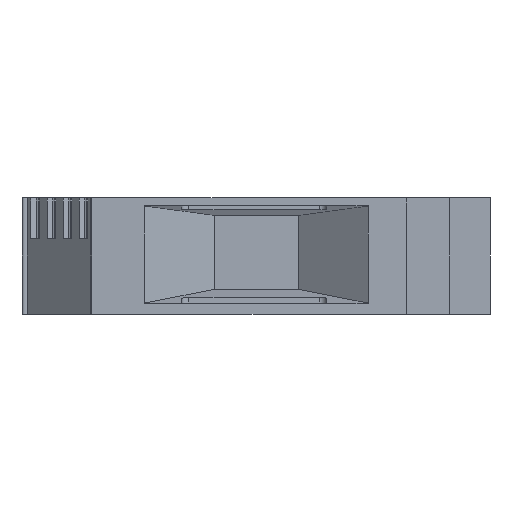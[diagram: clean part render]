
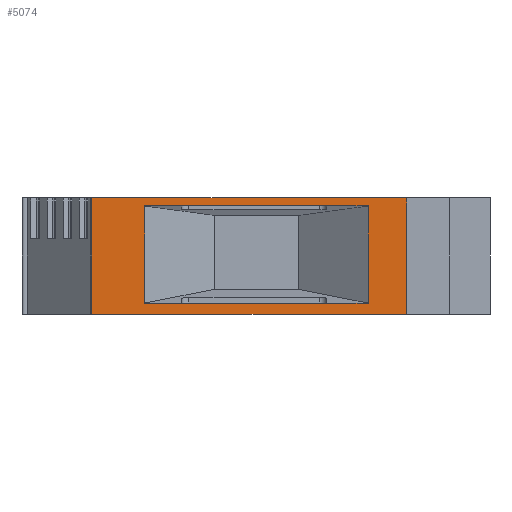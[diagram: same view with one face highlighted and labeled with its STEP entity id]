
A CAD part, left-side view. The second image highlights one B-rep face of the part: STEP entity #5074.
In plain terms, the highlighted planar face has unit normal (-1, 0, 0).
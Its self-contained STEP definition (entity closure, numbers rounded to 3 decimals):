
#51=LINE('',#6915,#630);
#235=LINE('',#7358,#814);
#256=LINE('',#7418,#835);
#382=LINE('',#7735,#961);
#384=LINE('',#7739,#963);
#397=LINE('',#7773,#976);
#599=LINE('',#8296,#1178);
#610=LINE('',#8318,#1189);
#611=LINE('',#8319,#1190);
#612=LINE('',#8321,#1191);
#613=LINE('',#8322,#1192);
#621=LINE('',#8339,#1200);
#622=LINE('',#8340,#1201);
#630=VECTOR('',#5523,1000.);
#814=VECTOR('',#5923,1000.);
#835=VECTOR('',#5982,1000.);
#961=VECTOR('',#6276,1000.);
#963=VECTOR('',#6280,1000.);
#976=VECTOR('',#6307,1000.);
#1178=VECTOR('',#6815,1000.);
#1189=VECTOR('',#6830,1000.);
#1190=VECTOR('',#6831,1000.);
#1191=VECTOR('',#6834,1000.);
#1192=VECTOR('',#6835,1000.);
#1200=VECTOR('',#6861,1000.);
#1201=VECTOR('',#6862,1000.);
#2548=ORIENTED_EDGE('',*,*,#3382,.F.);
#2549=ORIENTED_EDGE('',*,*,#2685,.T.);
#2550=ORIENTED_EDGE('',*,*,#3383,.F.);
#2551=ORIENTED_EDGE('',*,*,#3358,.T.);
#2552=ORIENTED_EDGE('',*,*,#3103,.T.);
#2553=ORIENTED_EDGE('',*,*,#3371,.F.);
#2554=ORIENTED_EDGE('',*,*,#3085,.T.);
#2555=ORIENTED_EDGE('',*,*,#3372,.T.);
#2556=ORIENTED_EDGE('',*,*,#2904,.T.);
#2557=ORIENTED_EDGE('',*,*,#3373,.T.);
#2558=ORIENTED_EDGE('',*,*,#3087,.F.);
#2559=ORIENTED_EDGE('',*,*,#3370,.F.);
#2560=ORIENTED_EDGE('',*,*,#2933,.F.);
#2685=EDGE_CURVE('',#3398,#3397,#51,.T.);
#2904=EDGE_CURVE('',#3549,#3550,#235,.T.);
#2933=EDGE_CURVE('',#3568,#3567,#256,.T.);
#3085=EDGE_CURVE('',#3676,#3675,#382,.T.);
#3087=EDGE_CURVE('',#3677,#3678,#384,.T.);
#3103=EDGE_CURVE('',#3691,#3689,#397,.T.);
#3358=EDGE_CURVE('',#3859,#3691,#599,.T.);
#3370=EDGE_CURVE('',#3567,#3677,#610,.T.);
#3371=EDGE_CURVE('',#3676,#3568,#611,.T.);
#3372=EDGE_CURVE('',#3675,#3549,#612,.T.);
#3373=EDGE_CURVE('',#3550,#3678,#613,.T.);
#3382=EDGE_CURVE('',#3398,#3689,#621,.T.);
#3383=EDGE_CURVE('',#3859,#3397,#622,.T.);
#3397=VERTEX_POINT('',#6914);
#3398=VERTEX_POINT('',#6916);
#3549=VERTEX_POINT('',#7359);
#3550=VERTEX_POINT('',#7360);
#3567=VERTEX_POINT('',#7411);
#3568=VERTEX_POINT('',#7415);
#3675=VERTEX_POINT('',#7734);
#3676=VERTEX_POINT('',#7736);
#3677=VERTEX_POINT('',#7740);
#3678=VERTEX_POINT('',#7741);
#3689=VERTEX_POINT('',#7771);
#3691=VERTEX_POINT('',#7774);
#3859=VERTEX_POINT('',#8297);
#4285=EDGE_LOOP('',(#2548,#2549,#2550,#2551,#2552));
#4286=EDGE_LOOP('',(#2553,#2554,#2555,#2556,#2557,#2558,#2559,#2560));
#4592=FACE_BOUND('',#4285,.T.);
#4593=FACE_BOUND('',#4286,.T.);
#4803=PLANE('',#5491);
#5074=ADVANCED_FACE('',(#4592,#4593),#4803,.T.);
#5491=AXIS2_PLACEMENT_3D('',#8338,#6859,#6860);
#5523=DIRECTION('',(0.,-0.009,1.));
#5923=DIRECTION('',(0.,-1.,0.));
#5982=DIRECTION('',(0.,-1.,0.));
#6276=DIRECTION('',(0.,0.,1.));
#6280=DIRECTION('',(0.,0.,1.));
#6307=DIRECTION('',(0.,0.,-1.));
#6815=DIRECTION('',(0.,1.,0.));
#6830=DIRECTION('',(0.,-1.,0.));
#6831=DIRECTION('',(0.,-1.,0.));
#6834=DIRECTION('',(0.,-1.,0.));
#6835=DIRECTION('',(0.,-1.,0.));
#6859=DIRECTION('',(-1.,0.,0.));
#6860=DIRECTION('',(0.,-1.,0.));
#6861=DIRECTION('',(0.,1.,0.));
#6862=DIRECTION('',(0.,0.,-1.));
#6914=CARTESIAN_POINT('',(-28.,-53.,3.6));
#6915=CARTESIAN_POINT('',(-28.,-53.,3.6));
#6916=CARTESIAN_POINT('',(-28.,-52.969,0.));
#7358=CARTESIAN_POINT('',(-28.,-22.,14.9));
#7359=CARTESIAN_POINT('',(-28.,-22.,14.9));
#7360=CARTESIAN_POINT('',(-28.,-42.,14.9));
#7411=CARTESIAN_POINT('',(-28.,-42.,1.5));
#7415=CARTESIAN_POINT('',(-28.,-22.,1.5));
#7418=CARTESIAN_POINT('',(-28.,-22.,1.5));
#7734=CARTESIAN_POINT('',(-28.,-16.9,14.9));
#7735=CARTESIAN_POINT('',(-28.,-16.9,-62.746));
#7736=CARTESIAN_POINT('',(-28.,-16.9,1.5));
#7739=CARTESIAN_POINT('',(-28.,-47.7,-62.746));
#7740=CARTESIAN_POINT('',(-28.,-47.7,1.5));
#7741=CARTESIAN_POINT('',(-28.,-47.7,14.9));
#7771=CARTESIAN_POINT('',(-28.,-9.6,0.));
#7773=CARTESIAN_POINT('',(-28.,-9.6,16.));
#7774=CARTESIAN_POINT('',(-28.,-9.6,16.));
#8296=CARTESIAN_POINT('',(-28.,-53.,16.));
#8297=CARTESIAN_POINT('',(-28.,-53.,16.));
#8318=CARTESIAN_POINT('',(-28.,-9.954,1.5));
#8319=CARTESIAN_POINT('',(-28.,-9.954,1.5));
#8321=CARTESIAN_POINT('',(-28.,-9.954,14.9));
#8322=CARTESIAN_POINT('',(-28.,-9.954,14.9));
#8338=CARTESIAN_POINT('',(-28.,-53.,16.));
#8339=CARTESIAN_POINT('',(-28.,-53.,0.));
#8340=CARTESIAN_POINT('',(-28.,-53.,16.));
